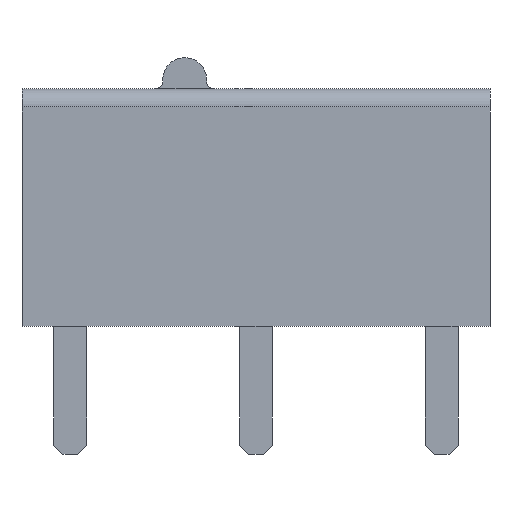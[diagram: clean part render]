
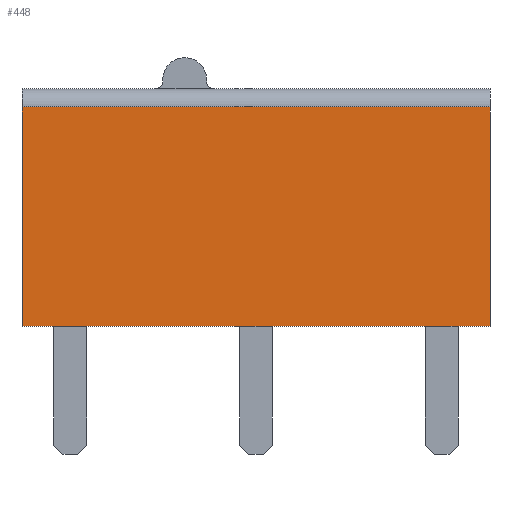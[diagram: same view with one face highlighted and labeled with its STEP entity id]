
A CAD part, front view. The second image highlights one B-rep face of the part: STEP entity #448.
In plain terms, the highlighted planar face has unit normal (0, -1, 0).
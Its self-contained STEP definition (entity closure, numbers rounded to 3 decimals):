
#143 = VERTEX_POINT('',#144);
#144 = CARTESIAN_POINT('',(6.4,-2.9,0.));
#150 = EDGE_CURVE('',#143,#151,#153,.T.);
#151 = VERTEX_POINT('',#152);
#152 = CARTESIAN_POINT('',(-6.4,-2.9,0.));
#153 = LINE('',#154,#155);
#154 = CARTESIAN_POINT('',(6.4,-2.9,0.));
#155 = VECTOR('',#156,1.);
#156 = DIRECTION('',(-1.,0.,0.));
#368 = EDGE_CURVE('',#151,#369,#371,.T.);
#369 = VERTEX_POINT('',#370);
#370 = CARTESIAN_POINT('',(-6.4,-2.9,6.));
#371 = LINE('',#372,#373);
#372 = CARTESIAN_POINT('',(-6.4,-2.9,0.));
#373 = VECTOR('',#374,1.);
#374 = DIRECTION('',(0.,0.,1.));
#429 = VERTEX_POINT('',#430);
#430 = CARTESIAN_POINT('',(6.4,-2.9,6.));
#437 = EDGE_CURVE('',#143,#429,#438,.T.);
#438 = LINE('',#439,#440);
#439 = CARTESIAN_POINT('',(6.4,-2.9,0.));
#440 = VECTOR('',#441,1.);
#441 = DIRECTION('',(0.,0.,1.));
#448 = ADVANCED_FACE('',(#449),#460,.T.);
#449 = FACE_BOUND('',#450,.T.);
#450 = EDGE_LOOP('',(#451,#452,#458,#459));
#451 = ORIENTED_EDGE('',*,*,#437,.T.);
#452 = ORIENTED_EDGE('',*,*,#453,.T.);
#453 = EDGE_CURVE('',#429,#369,#454,.T.);
#454 = LINE('',#455,#456);
#455 = CARTESIAN_POINT('',(6.4,-2.9,6.));
#456 = VECTOR('',#457,1.);
#457 = DIRECTION('',(-1.,0.,0.));
#458 = ORIENTED_EDGE('',*,*,#368,.F.);
#459 = ORIENTED_EDGE('',*,*,#150,.F.);
#460 = PLANE('',#461);
#461 = AXIS2_PLACEMENT_3D('',#462,#463,#464);
#462 = CARTESIAN_POINT('',(6.4,-2.9,0.));
#463 = DIRECTION('',(0.,-1.,0.));
#464 = DIRECTION('',(-1.,0.,0.));
